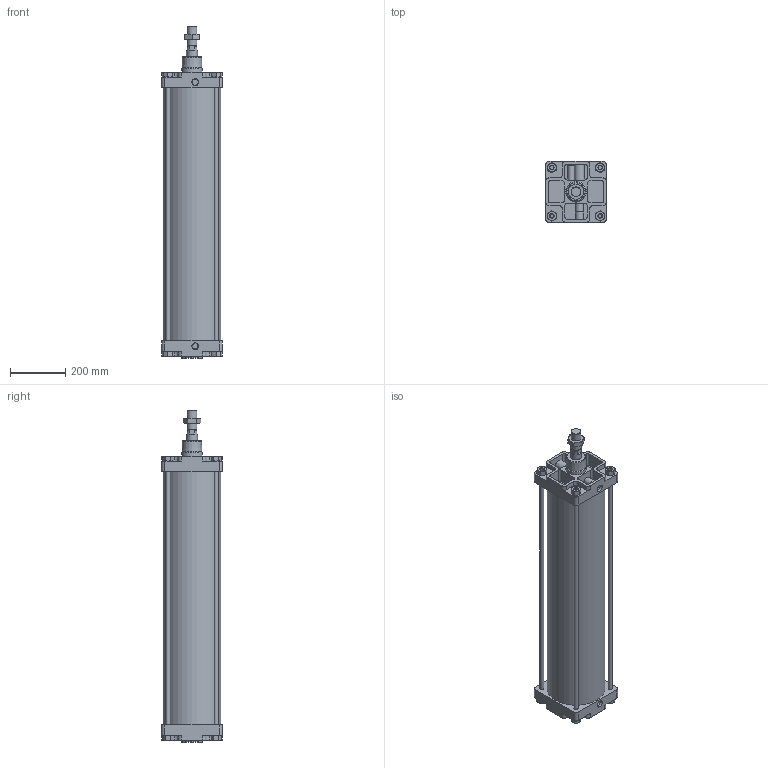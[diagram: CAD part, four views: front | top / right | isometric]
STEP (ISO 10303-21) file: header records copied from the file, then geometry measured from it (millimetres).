
FILE_DESCRIPTION(/* description */ ('STEP AP214'),/* implementation_level */ '2;1');
FILE_NAME(/* name */ 'MCQV-11-200-850M',/* time_stamp */ '2024-08-23T15:39:04+02:00',/* author */ ('License CC BY-ND 4.0'),/* organization */ ('CADENAS'),/* preprocessor_version */ 'ST-DEVELOPER v19.3',/* originating_system */ 'PARTsolutions',/* authorisation */ ' ');
FILE_SCHEMA (('AUTOMOTIVE_DESIGN {1 0 10303 214 3 1 1}'));
Length unit declared in the file: millimetre
Products named in the file (4): MCQV-11-200-850M; MCQV-11-200-850M0(00-b); MCQV-11-200-850M(00-r); MCQV200(-n)
Assembly tree (3 placements, depth 2):
  MCQV-11-200-850M
    MCQV-11-200-850M0(00-b)
    MCQV-11-200-850M(00-r)
    MCQV200(-n)
Bounding box: 220 x 220 x 1203 mm (x, y, z)
Volume: 10439723.4 mm3; surface area: 2074895.9 mm2
Topology: 3 solids, 3 shells, 401 faces, 948 edges, 592 vertices
Faces by surface type: plane 175, cone 127, cylinder 95, torus 4
Full cylindrical faces by diameter (mm): 13.835 x8, 15 x4, 18 x2, 21.2 x2, 28 x2, 33.835 x1, 36 x1, 40 x2, 75 x2, 200 x2, 210 x1
Entity records: 14051 total; most frequent: CARTESIAN_POINT 2601, DIRECTION 1810, ORIENTED_EDGE 1786, EDGE_CURVE 893, AXIS2_PLACEMENT_3D 736, VERTEX_POINT 583, EDGE_LOOP 500, FACE_BOUND 500
